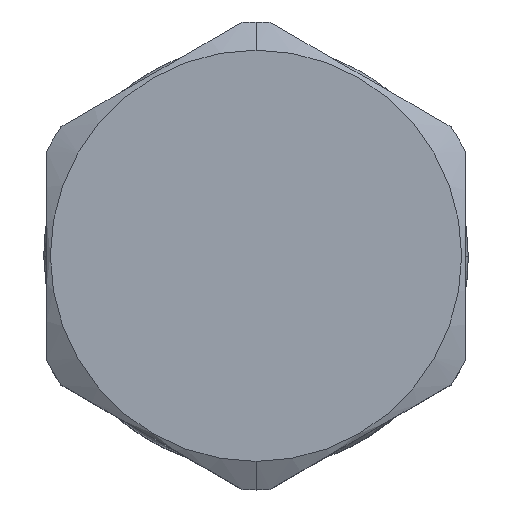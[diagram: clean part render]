
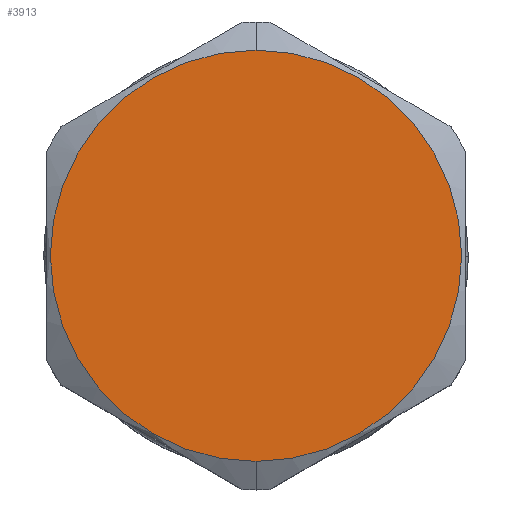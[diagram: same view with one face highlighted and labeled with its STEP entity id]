
A CAD part, top view. The second image highlights one B-rep face of the part: STEP entity #3913.
In plain terms, the highlighted planar face has unit normal (0, 0, 1).
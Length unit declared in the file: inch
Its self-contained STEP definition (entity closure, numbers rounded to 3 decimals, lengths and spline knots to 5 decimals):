
#1828=CARTESIAN_POINT('',(0.,0.,2.563));
#1829=DIRECTION('',(0.,0.,1.));
#1830=DIRECTION('',(0.,-1.,0.));
#1831=AXIS2_PLACEMENT_3D('',#1828,#1829,#1830);
#1833=CARTESIAN_POINT('',(0.,0.,2.563));
#1834=DIRECTION('',(0.,0.,1.));
#1835=DIRECTION('',(0.,1.,0.));
#1836=AXIS2_PLACEMENT_3D('',#1833,#1834,#1835);
#1999=CARTESIAN_POINT('',(0.,-0.43,2.563));
#2000=CARTESIAN_POINT('',(0.,0.43,2.563));
#2001=VERTEX_POINT('',#1999);
#2002=VERTEX_POINT('',#2000);
#3904=CARTESIAN_POINT('',(0.,0.,2.563));
#3905=DIRECTION('',(0.,0.,1.));
#3906=DIRECTION('',(0.,1.,0.));
#3907=AXIS2_PLACEMENT_3D('',#3904,#3905,#3906);
#3908=PLANE('',#3907);
#3909=ORIENTED_EDGE('',*,*,#3737,.F.);
#3910=ORIENTED_EDGE('',*,*,#3895,.F.);
#3911=EDGE_LOOP('',(#3909,#3910));
#3912=FACE_OUTER_BOUND('',#3911,.F.);
#3913=ADVANCED_FACE('',(#3912),#3908,.T.);
#1832=CIRCLE('',#1831,0.43);
#1837=CIRCLE('',#1836,0.43);
#3737=EDGE_CURVE('',#2001,#2002,#1832,.T.);
#3895=EDGE_CURVE('',#2002,#2001,#1837,.T.);
